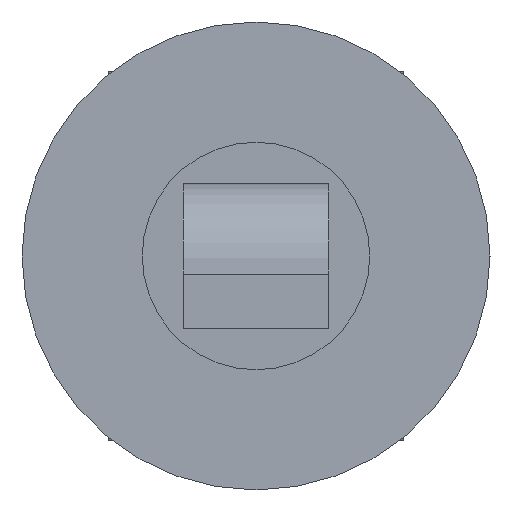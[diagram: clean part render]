
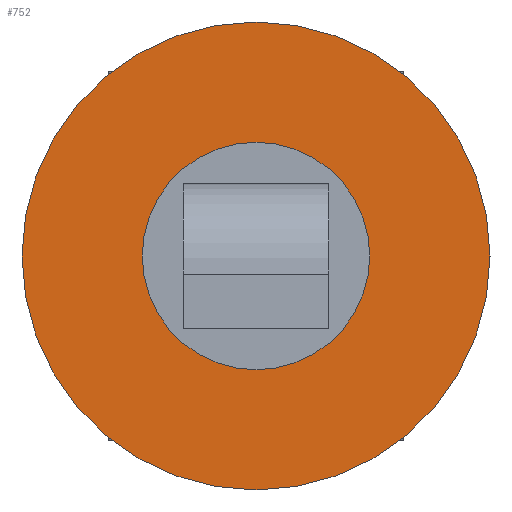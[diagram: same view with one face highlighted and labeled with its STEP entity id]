
A CAD part, left-side view. The second image highlights one B-rep face of the part: STEP entity #752.
In plain terms, the highlighted planar face has unit normal (-1, 0, 0).
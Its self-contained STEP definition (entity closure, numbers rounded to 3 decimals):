
#3 = CARTESIAN_POINT ( 'NONE',  ( 0., 0., 25. ) ) ;
#32 = ORIENTED_EDGE ( 'NONE', *, *, #158, .F. ) ;
#46 = CIRCLE ( 'NONE', #860, 25. ) ;
#60 = EDGE_CURVE ( 'NONE', #713, #156, #575, .T. ) ;
#72 = DIRECTION ( 'NONE',  ( -1., 0., 0. ) ) ;
#81 = CIRCLE ( 'NONE', #1003, 51.429 ) ;
#150 = EDGE_CURVE ( 'NONE', #444, #991, #81, .T. ) ;
#156 = VERTEX_POINT ( 'NONE', #493 ) ;
#158 = EDGE_CURVE ( 'NONE', #156, #713, #46, .T. ) ;
#173 = CARTESIAN_POINT ( 'NONE',  ( 0., 25., 0. ) ) ;
#187 = DIRECTION ( 'NONE',  ( 1., 0., 0. ) ) ;
#247 = DIRECTION ( 'NONE',  ( -1., 0., 0. ) ) ;
#349 = PLANE ( 'NONE',  #801 ) ;
#414 = DIRECTION ( 'NONE',  ( -1., 0., 0. ) ) ;
#441 = AXIS2_PLACEMENT_3D ( 'NONE', #669, #414, #688 ) ;
#444 = VERTEX_POINT ( 'NONE', #654 ) ;
#484 = CIRCLE ( 'NONE', #1006, 51.429 ) ;
#493 = CARTESIAN_POINT ( 'NONE',  ( 0., 0., -25. ) ) ;
#518 = FACE_OUTER_BOUND ( 'NONE', #1111, .T. ) ;
#575 = CIRCLE ( 'NONE', #441, 25. ) ;
#588 = EDGE_CURVE ( 'NONE', #991, #444, #484, .T. ) ;
#605 = ORIENTED_EDGE ( 'NONE', *, *, #60, .F. ) ;
#616 = FACE_BOUND ( 'NONE', #952, .T. ) ;
#654 = CARTESIAN_POINT ( 'NONE',  ( 0., 0., 51.429 ) ) ;
#657 = ORIENTED_EDGE ( 'NONE', *, *, #588, .T. ) ;
#669 = CARTESIAN_POINT ( 'NONE',  ( 0., 0., 0. ) ) ;
#683 = CARTESIAN_POINT ( 'NONE',  ( 0., 0., -51.429 ) ) ;
#684 = CARTESIAN_POINT ( 'NONE',  ( 0., 0., 0. ) ) ;
#688 = DIRECTION ( 'NONE',  ( 0., 0., 1. ) ) ;
#713 = VERTEX_POINT ( 'NONE', #3 ) ;
#752 = ADVANCED_FACE ( 'NONE', ( #616, #518 ), #349, .F. ) ;
#763 = DIRECTION ( 'NONE',  ( 0., 0., 1. ) ) ;
#801 = AXIS2_PLACEMENT_3D ( 'NONE', #173, #187, #873 ) ;
#851 = DIRECTION ( 'NONE',  ( 0., 0., 1. ) ) ;
#860 = AXIS2_PLACEMENT_3D ( 'NONE', #684, #72, #763 ) ;
#873 = DIRECTION ( 'NONE',  ( 0., 0., -1. ) ) ;
#934 = DIRECTION ( 'NONE',  ( -1., 0., 0. ) ) ;
#944 = CARTESIAN_POINT ( 'NONE',  ( 0., 0., 0. ) ) ;
#952 = EDGE_LOOP ( 'NONE', ( #605, #32 ) ) ;
#991 = VERTEX_POINT ( 'NONE', #683 ) ;
#1000 = ORIENTED_EDGE ( 'NONE', *, *, #150, .T. ) ;
#1003 = AXIS2_PLACEMENT_3D ( 'NONE', #944, #934, #1114 ) ;
#1006 = AXIS2_PLACEMENT_3D ( 'NONE', #1038, #247, #851 ) ;
#1038 = CARTESIAN_POINT ( 'NONE',  ( 0., 0., 0. ) ) ;
#1111 = EDGE_LOOP ( 'NONE', ( #1000, #657 ) ) ;
#1114 = DIRECTION ( 'NONE',  ( 0., 0., 1. ) ) ;
